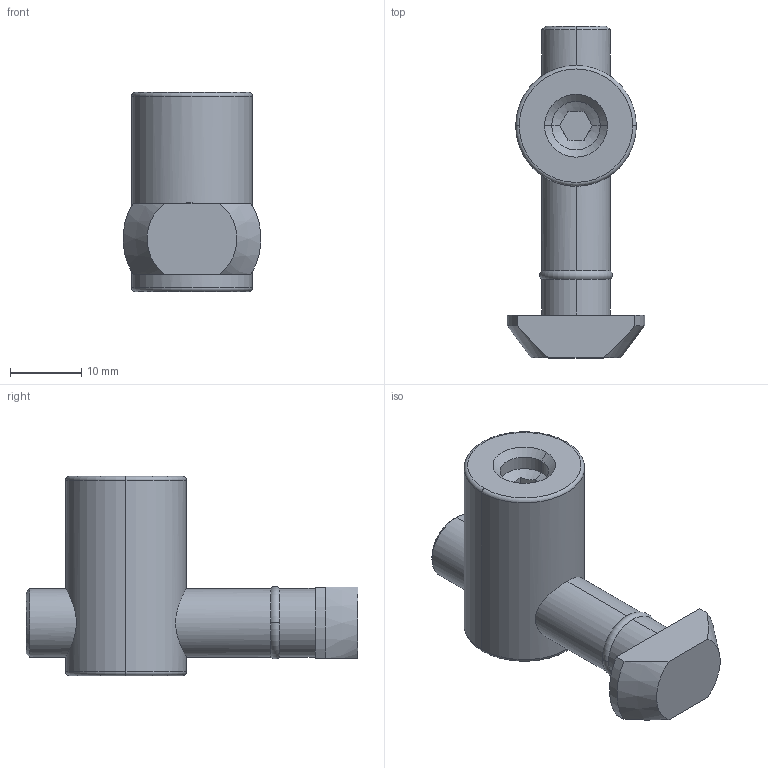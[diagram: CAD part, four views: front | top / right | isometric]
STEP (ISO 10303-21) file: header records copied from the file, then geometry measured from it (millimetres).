
FILE_DESCRIPTION (( 'STEP AP203' ), '1' );
FILE_NAME ('ALF-FCM8-10_90.step', '2024-08-12T11:45:13', ( '' ), ( '' ), 'SwSTEP 2.0', 'SolidWorks 2022', '' );
FILE_SCHEMA (( 'CONFIG_CONTROL_DESIGN' ));
Length unit declared in the file: millimetre
Products named in the file (1): ALF-FCM8-10_90
Bounding box: 19.24 x 46.5 x 27.9 mm (x, y, z)
Volume: 8788.2 mm3; surface area: 3327.2 mm2
Topology: 2 solids, 2 shells, 48 faces, 102 edges, 64 vertices
Faces by surface type: plane 18, cylinder 16, cone 8, torus 6
Entity records: 1571 total; most frequent: CARTESIAN_POINT 437, DIRECTION 234, ORIENTED_EDGE 204, EDGE_CURVE 102, AXIS2_PLACEMENT_3D 97, VERTEX_POINT 64, EDGE_LOOP 56, FACE_OUTER_BOUND 48
